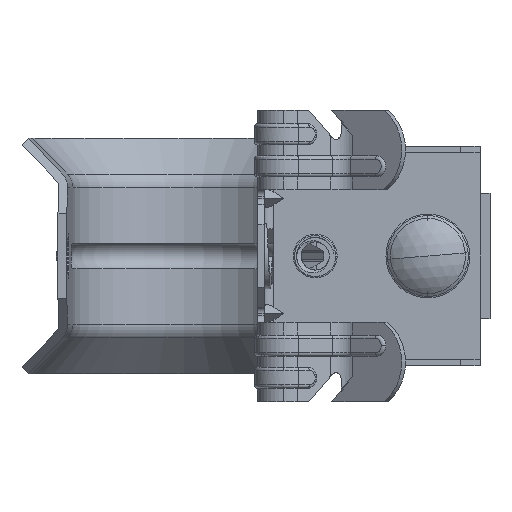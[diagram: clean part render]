
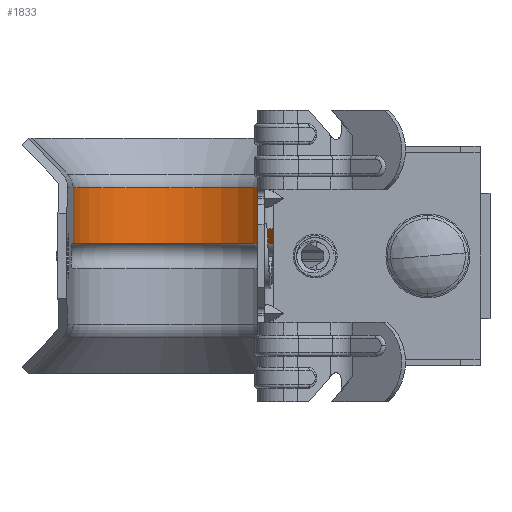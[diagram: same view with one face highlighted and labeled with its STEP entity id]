
A CAD part, front view. The second image highlights one B-rep face of the part: STEP entity #1833.
In plain terms, the highlighted cylindrical face has radius 16.7 mm (diameter 33.4 mm), a partial arc.
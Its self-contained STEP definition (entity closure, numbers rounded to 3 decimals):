
#84 = ORIENTED_EDGE ( 'NONE', *, *, #4341, .T. ) ;
#329 = ORIENTED_EDGE ( 'NONE', *, *, #5762, .F. ) ;
#1595 = ORIENTED_EDGE ( 'NONE', *, *, #9723, .F. ) ;
#1742 = CARTESIAN_POINT ( 'NONE',  ( -1.35, -89.25, -1.921 ) ) ;
#1833 = ADVANCED_FACE ( 'NONE', ( #5728 ), #11313, .F. ) ;
#2208 = CARTESIAN_POINT ( 'NONE',  ( -18.05, -89.25, -1.921 ) ) ;
#2333 = CARTESIAN_POINT ( 'NONE',  ( -34.743, -89.731, -10.429 ) ) ;
#2347 = VERTEX_POINT ( 'NONE', #2333 ) ;
#3061 = DIRECTION ( 'NONE',  ( 0., 0., 1. ) ) ;
#3111 = CARTESIAN_POINT ( 'NONE',  ( -18.05, -89.25, 0. ) ) ;
#3317 = AXIS2_PLACEMENT_3D ( 'NONE', #14214, #4958, #12067 ) ;
#3845 = EDGE_LOOP ( 'NONE', ( #329, #1595, #5583, #84 ) ) ;
#3943 = AXIS2_PLACEMENT_3D ( 'NONE', #2208, #13969, #6866 ) ;
#4341 = EDGE_CURVE ( 'NONE', #2347, #12492, #9973, .T. ) ;
#4737 = DIRECTION ( 'NONE',  ( 0., 0., 1. ) ) ;
#4800 = VECTOR ( 'NONE', #4737, 1000. ) ;
#4958 = DIRECTION ( 'NONE',  ( 0., 0., -1. ) ) ;
#5583 = ORIENTED_EDGE ( 'NONE', *, *, #7010, .T. ) ;
#5628 = VERTEX_POINT ( 'NONE', #1742 ) ;
#5728 = FACE_OUTER_BOUND ( 'NONE', #3845, .T. ) ;
#5762 = EDGE_CURVE ( 'NONE', #5628, #12492, #12758, .T. ) ;
#6120 = CARTESIAN_POINT ( 'NONE',  ( -1.35, -89.25, -10.429 ) ) ;
#6866 = DIRECTION ( 'NONE',  ( -1., 0., 0. ) ) ;
#7010 = EDGE_CURVE ( 'NONE', #8257, #2347, #9935, .T. ) ;
#7156 = DIRECTION ( 'NONE',  ( -1., 0., 0. ) ) ;
#8257 = VERTEX_POINT ( 'NONE', #6120 ) ;
#9489 = VECTOR ( 'NONE', #3061, 1000. ) ;
#9723 = EDGE_CURVE ( 'NONE', #8257, #5628, #11772, .T. ) ;
#9935 = CIRCLE ( 'NONE', #3317, 16.7 ) ;
#9973 = LINE ( 'NONE', #13309, #9489 ) ;
#10351 = CARTESIAN_POINT ( 'NONE',  ( -1.35, -89.25, -11.649 ) ) ;
#11313 = CYLINDRICAL_SURFACE ( 'NONE', #11560, 16.7 ) ;
#11560 = AXIS2_PLACEMENT_3D ( 'NONE', #3111, #14110, #7156 ) ;
#11741 = CARTESIAN_POINT ( 'NONE',  ( -34.743, -89.731, -1.921 ) ) ;
#11772 = LINE ( 'NONE', #10351, #4800 ) ;
#12067 = DIRECTION ( 'NONE',  ( 1., 0., 0. ) ) ;
#12492 = VERTEX_POINT ( 'NONE', #11741 ) ;
#12758 = CIRCLE ( 'NONE', #3943, 16.7 ) ;
#13309 = CARTESIAN_POINT ( 'NONE',  ( -34.743, -89.731, -11.649 ) ) ;
#13969 = DIRECTION ( 'NONE',  ( 0., 0., -1. ) ) ;
#14110 = DIRECTION ( 'NONE',  ( 0., 0., -1. ) ) ;
#14214 = CARTESIAN_POINT ( 'NONE',  ( -18.05, -89.25, -10.429 ) ) ;
